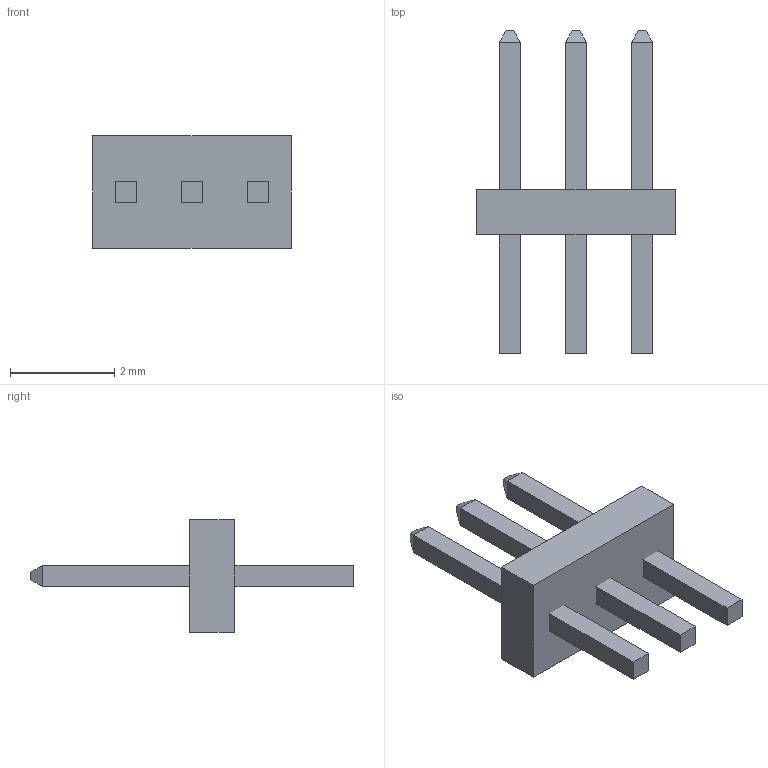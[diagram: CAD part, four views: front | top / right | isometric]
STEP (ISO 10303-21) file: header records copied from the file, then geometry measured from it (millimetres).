
FILE_DESCRIPTION(/* description */ ('STEP AP242','CAx-IF Rec.Pracs.---Representation and Presentation of Product Manufacturing Information (PMI)---4.0---2014-10-13','CAx-IF Rec.Pracs.---3D Tessellated Geometry---0.4---2014-09-14','2;1'),/* implementation_level */ '2;1');
FILE_NAME(/* name */ 'FTS-103-01-F-S',/* time_stamp */ '2025-09-16T20:27:05+02:00',/* author */ ('License CC BY-ND 4.0'),/* organization */ ('CADENAS'),/* preprocessor_version */ 'ST-DEVELOPER v19.3',/* originating_system */ 'PARTsolutions',/* authorisation */ ' ');
FILE_SCHEMA (('AP242_MANAGED_MODEL_BASED_3D_ENGINEERING_MIM_LF { 1 0 10303 442 1 1 4 }'));
Length unit declared in the file: inch
Products named in the file (4): FTS-103-01-F-S; FTS-103-01-F-S_body; FTS-103-01-F-S_pins1; FTS-103-01-F-S_pins2
Assembly tree (3 placements, depth 2):
  FTS-103-01-F-S
    FTS-103-01-F-S_body
    FTS-103-01-F-S_pins1
    FTS-103-01-F-S_pins2
Bounding box: 3.81 x 6.2 x 2.16 mm (x, y, z)
Volume: 10.7 mm3; surface area: 63 mm2
Topology: 3 solids, 3 shells, 46 faces, 108 edges, 68 vertices
Faces by surface type: plane 46
Entity records: 1373 total; most frequent: CARTESIAN_POINT 226, ORIENTED_EDGE 216, DIRECTION 208, EDGE_CURVE 108, LINE 108, VECTOR 108, VERTEX_POINT 68, AXIS2_PLACEMENT_3D 50
